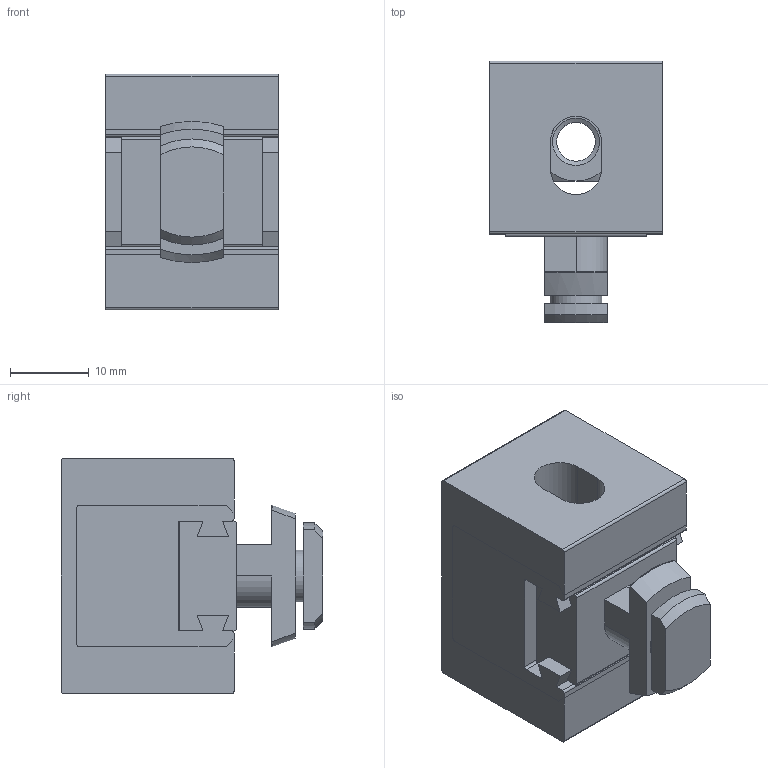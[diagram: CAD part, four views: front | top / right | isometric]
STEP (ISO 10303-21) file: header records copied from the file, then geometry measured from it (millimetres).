
FILE_DESCRIPTION((''),'2;1');
FILE_NAME('SZ1512S_A.stp','2013-08-29T08:26:05',('janine behrens'),(''),'Autodesk Inventor 2012','Autodesk Inventor 2012','');
FILE_SCHEMA(('AUTOMOTIVE_DESIGN { 1 0 10303 214 1 1 1 1 }'));
Length unit declared in the file: millimetre
Products named in the file (5): SZ1512S_A; MK7715100-A; MK7715111-A; DK0557060000_A; MK7715114-A
Assembly tree (4 placements, depth 2):
  SZ1512S_A
    MK7715100-A
    MK7715111-A
    DK0557060000_A
    MK7715114-A
Bounding box: 22 x 33.3 x 30 mm (x, y, z)
Volume: 12987.8 mm3; surface area: 9568.5 mm2
Topology: 5 solids, 5 shells, 166 faces, 448 edges, 297 vertices
Faces by surface type: plane 115, cylinder 41, cone 10
Full cylindrical faces by diameter (mm): 4.917 x1, 6.6 x1
Entity records: 5341 total; most frequent: CARTESIAN_POINT 983, ORIENTED_EDGE 888, DIRECTION 866, EDGE_CURVE 444, VECTOR 332, LINE 332, VERTEX_POINT 296, AXIS2_PLACEMENT_3D 267
